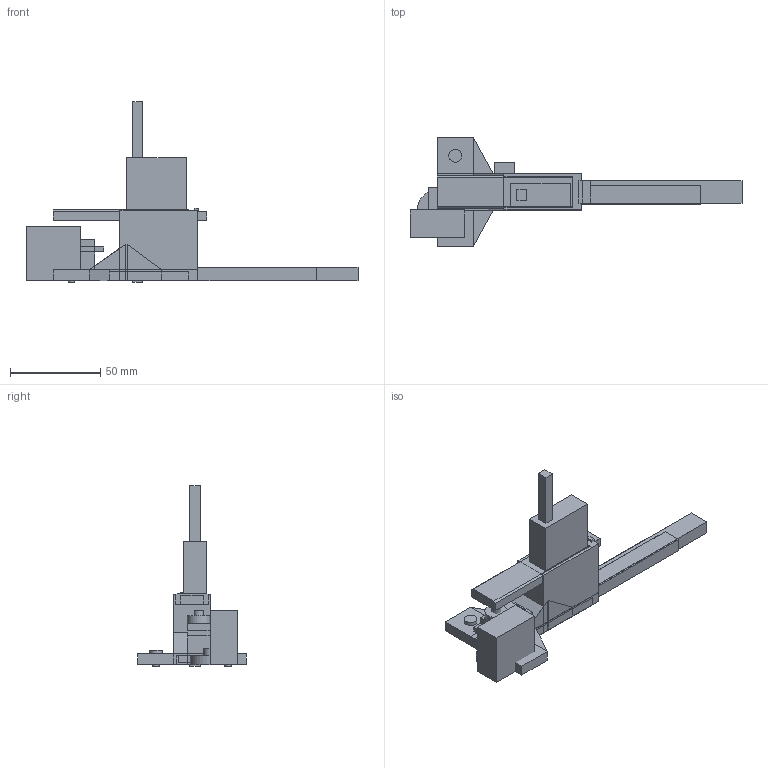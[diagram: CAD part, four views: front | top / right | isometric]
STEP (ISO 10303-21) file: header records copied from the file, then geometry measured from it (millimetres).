
FILE_DESCRIPTION(('FreeCAD Model'),'2;1');
FILE_NAME('Open CASCADE Shape Model','2024-01-22T16:59:19',('Author'),( ''),'Open CASCADE STEP processor 7.5','FreeCAD','Unknown');
FILE_SCHEMA(('AUTOMOTIVE_DESIGN { 1 0 10303 214 1 1 1 1 }'));
Length unit declared in the file: millimetre
Products named in the file (44): Blobifier; cube004; cube006; cube005; cylinder004; cube014; cube008; difference001; cube012; cylinder005; union001; cube009; cube010; union; cube011; cube007; cube013; cylinder006; cube015; cube016; cube019; cube020; cube017; cube018; cylinder007; cylinder008; Group001; hull002; hull001; hull; difference002; union002; cube003; difference; cube; cylinder; cube001; cylinder002; cylinder001; cube002 ...
Assembly tree (43 placements, depth 2):
  Blobifier
    cube004
    cube006
    cube005
    cylinder004
    cube014
    cube008
    difference001
    cube012
    cylinder005
    union001
    cube009
    cube010
    union
    cube011
    cube007
    cube013
    cylinder006
    cube015
    cube016
    cube019
    cube020
    cube017
    cube018
    cylinder007
    cylinder008
    Group001
    hull002
    hull001
    hull
    difference002
    union002
    cube003
    difference
    cube
    cylinder
    cube001
    cylinder002
    cylinder001
    cube002
    Matrix_Union
    cylinder003
    Matrix_Union001
    Group
Bounding box: 183.7 x 60 x 100 mm (x, y, z)
Volume: 310760 mm3; surface area: 117080.9 mm2
Topology: 47 solids, 49 shells, 576 faces, 1238 edges, 770 vertices
Faces by surface type: plane 536, cylinder 40
Full cylindrical faces by diameter (mm): 1.5 x8, 3.5 x12, 5 x2, 7 x12, 12.6 x2, 22 x1
Entity records: 16313 total; most frequent: CARTESIAN_POINT 2628, DIRECTION 2569, ORIENTED_EDGE 2476, EDGE_CURVE 1238, LINE 1147, VECTOR 1147, VERTEX_POINT 770, AXIS2_PLACEMENT_3D 711
